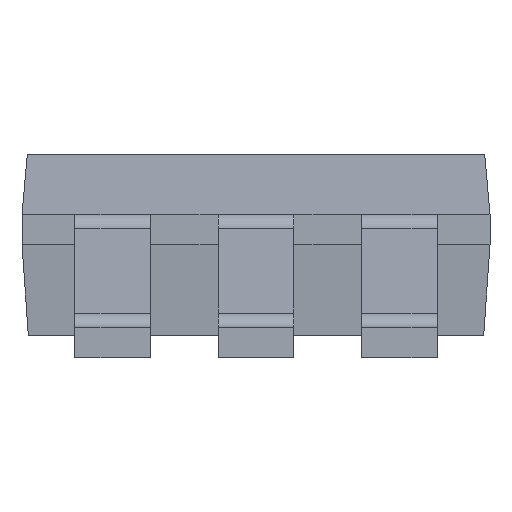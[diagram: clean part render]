
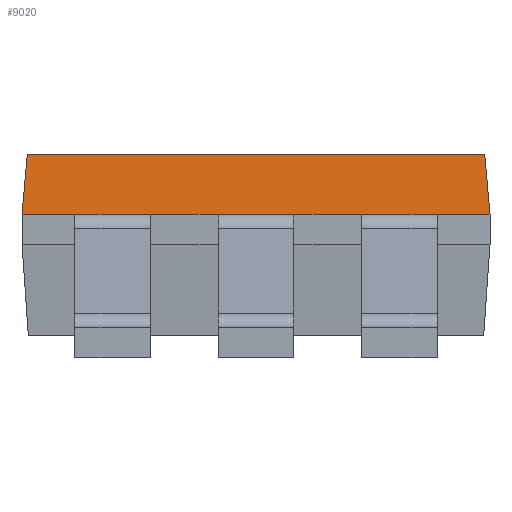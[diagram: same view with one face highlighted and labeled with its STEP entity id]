
A CAD part, front view. The second image highlights one B-rep face of the part: STEP entity #9020.
In plain terms, the highlighted planar face has unit normal (0, -0.996, 0.087).
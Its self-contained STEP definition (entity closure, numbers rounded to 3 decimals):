
#23 = ORIENTED_EDGE ( 'NONE', *, *, #7506, .F. ) ;
#67 = ORIENTED_EDGE ( 'NONE', *, *, #5752, .T. ) ;
#79 = DIRECTION ( 'NONE',  ( 0., -0.996, 0.087 ) ) ;
#479 = DIRECTION ( 'NONE',  ( -1., 0., 0. ) ) ;
#648 = CARTESIAN_POINT ( 'NONE',  ( 0.333, -0.764, 3.3 ) ) ;
#704 = EDGE_CURVE ( 'NONE', #9194, #725, #4163, .T. ) ;
#720 = DIRECTION ( 'NONE',  ( 0., -0.087, -0.996 ) ) ;
#725 = VERTEX_POINT ( 'NONE', #2838 ) ;
#741 = LINE ( 'NONE', #2245, #2558 ) ;
#770 = VECTOR ( 'NONE', #6895, 1000. ) ;
#881 = CARTESIAN_POINT ( 'NONE',  ( -1.467, -0.764, 3.3 ) ) ;
#1149 = VERTEX_POINT ( 'NONE', #9140 ) ;
#1203 = EDGE_CURVE ( 'NONE', #1149, #2470, #1255, .T. ) ;
#1238 = ORIENTED_EDGE ( 'NONE', *, *, #9102, .T. ) ;
#1255 = LINE ( 'NONE', #5864, #3061 ) ;
#1317 = ORIENTED_EDGE ( 'NONE', *, *, #7256, .F. ) ;
#1485 = LINE ( 'NONE', #881, #9623 ) ;
#1502 = CARTESIAN_POINT ( 'NONE',  ( -1.467, -0.764, 3.3 ) ) ;
#1895 = VERTEX_POINT ( 'NONE', #6666 ) ;
#1989 = ORIENTED_EDGE ( 'NONE', *, *, #8461, .F. ) ;
#2008 = ORIENTED_EDGE ( 'NONE', *, *, #1203, .T. ) ;
#2245 = CARTESIAN_POINT ( 'NONE',  ( -1.467, -0.729, 3.7 ) ) ;
#2261 = CARTESIAN_POINT ( 'NONE',  ( 1.283, -0.764, 3.3 ) ) ;
#2333 = CARTESIAN_POINT ( 'NONE',  ( -1.467, -0.764, 3.3 ) ) ;
#2470 = VERTEX_POINT ( 'NONE', #6656 ) ;
#2558 = VECTOR ( 'NONE', #7593, 1000. ) ;
#2650 = VERTEX_POINT ( 'NONE', #4697 ) ;
#2692 = CARTESIAN_POINT ( 'NONE',  ( 1.633, -0.764, 3.3 ) ) ;
#2697 = CARTESIAN_POINT ( 'NONE',  ( -0.617, -0.764, 3.3 ) ) ;
#2838 = CARTESIAN_POINT ( 'NONE',  ( -1.117, -0.764, 3.3 ) ) ;
#2866 = LINE ( 'NONE', #3713, #4055 ) ;
#3061 = VECTOR ( 'NONE', #9957, 1000. ) ;
#3118 = VERTEX_POINT ( 'NONE', #2692 ) ;
#3364 = FACE_OUTER_BOUND ( 'NONE', #3424, .T. ) ;
#3424 = EDGE_LOOP ( 'NONE', ( #67, #9836, #6793, #1317, #2008, #23, #1238, #8377, #1989, #9844 ) ) ;
#3459 = VERTEX_POINT ( 'NONE', #5749 ) ;
#3573 = VERTEX_POINT ( 'NONE', #4970 ) ;
#3713 = CARTESIAN_POINT ( 'NONE',  ( 1.62, -0.751, 3.446 ) ) ;
#3810 = DIRECTION ( 'NONE',  ( 0.087, -0.087, -0.992 ) ) ;
#3870 = PLANE ( 'NONE',  #9129 ) ;
#3945 = CARTESIAN_POINT ( 'NONE',  ( -1.467, -0.764, 3.3 ) ) ;
#3978 = EDGE_CURVE ( 'NONE', #1895, #3459, #1485, .T. ) ;
#4055 = VECTOR ( 'NONE', #3810, 1000. ) ;
#4163 = LINE ( 'NONE', #9694, #9541 ) ;
#4687 = DIRECTION ( 'NONE',  ( 1., 0., 0. ) ) ;
#4697 = CARTESIAN_POINT ( 'NONE',  ( 1.598, -0.729, 3.7 ) ) ;
#4928 = LINE ( 'NONE', #1502, #8744 ) ;
#4936 = LINE ( 'NONE', #3945, #8863 ) ;
#4970 = CARTESIAN_POINT ( 'NONE',  ( -0.167, -0.764, 3.3 ) ) ;
#5419 = DIRECTION ( 'NONE',  ( 1., 0., 0. ) ) ;
#5686 = LINE ( 'NONE', #7525, #770 ) ;
#5749 = CARTESIAN_POINT ( 'NONE',  ( -1.467, -0.764, 3.3 ) ) ;
#5752 = EDGE_CURVE ( 'NONE', #3459, #725, #4928, .T. ) ;
#5864 = CARTESIAN_POINT ( 'NONE',  ( -1.467, -0.764, 3.3 ) ) ;
#6656 = CARTESIAN_POINT ( 'NONE',  ( 0.783, -0.764, 3.3 ) ) ;
#6666 = CARTESIAN_POINT ( 'NONE',  ( -1.432, -0.729, 3.7 ) ) ;
#6695 = LINE ( 'NONE', #9329, #8368 ) ;
#6735 = EDGE_CURVE ( 'NONE', #2650, #3118, #2866, .T. ) ;
#6793 = ORIENTED_EDGE ( 'NONE', *, *, #6815, .T. ) ;
#6815 = EDGE_CURVE ( 'NONE', #9194, #3573, #6695, .T. ) ;
#6895 = DIRECTION ( 'NONE',  ( -1., 0., 0. ) ) ;
#6937 = DIRECTION ( 'NONE',  ( 1., 0., 0. ) ) ;
#7256 = EDGE_CURVE ( 'NONE', #1149, #3573, #8333, .T. ) ;
#7506 = EDGE_CURVE ( 'NONE', #7833, #2470, #5686, .T. ) ;
#7525 = CARTESIAN_POINT ( 'NONE',  ( 1.283, -0.764, 3.3 ) ) ;
#7593 = DIRECTION ( 'NONE',  ( 1., 0., 0. ) ) ;
#7833 = VERTEX_POINT ( 'NONE', #2261 ) ;
#7860 = DIRECTION ( 'NONE',  ( -0.087, -0.087, -0.992 ) ) ;
#8333 = LINE ( 'NONE', #648, #9889 ) ;
#8368 = VECTOR ( 'NONE', #4687, 1000. ) ;
#8377 = ORIENTED_EDGE ( 'NONE', *, *, #6735, .F. ) ;
#8461 = EDGE_CURVE ( 'NONE', #1895, #2650, #741, .T. ) ;
#8744 = VECTOR ( 'NONE', #5419, 1000. ) ;
#8863 = VECTOR ( 'NONE', #6937, 1000. ) ;
#9020 = ADVANCED_FACE ( 'NONE', ( #3364 ), #3870, .T. ) ;
#9102 = EDGE_CURVE ( 'NONE', #7833, #3118, #4936, .T. ) ;
#9129 = AXIS2_PLACEMENT_3D ( 'NONE', #2333, #79, #720 ) ;
#9140 = CARTESIAN_POINT ( 'NONE',  ( 0.333, -0.764, 3.3 ) ) ;
#9194 = VERTEX_POINT ( 'NONE', #2697 ) ;
#9329 = CARTESIAN_POINT ( 'NONE',  ( -1.467, -0.764, 3.3 ) ) ;
#9541 = VECTOR ( 'NONE', #479, 1000. ) ;
#9623 = VECTOR ( 'NONE', #7860, 1000. ) ;
#9694 = CARTESIAN_POINT ( 'NONE',  ( -0.617, -0.764, 3.3 ) ) ;
#9726 = DIRECTION ( 'NONE',  ( -1., 0., 0. ) ) ;
#9836 = ORIENTED_EDGE ( 'NONE', *, *, #704, .F. ) ;
#9844 = ORIENTED_EDGE ( 'NONE', *, *, #3978, .T. ) ;
#9889 = VECTOR ( 'NONE', #9726, 1000. ) ;
#9957 = DIRECTION ( 'NONE',  ( 1., 0., 0. ) ) ;
